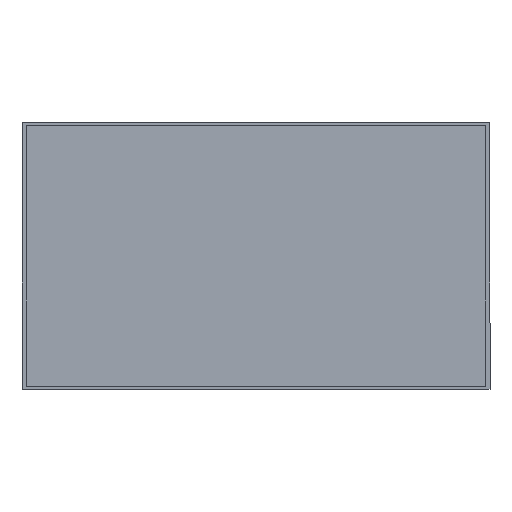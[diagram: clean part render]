
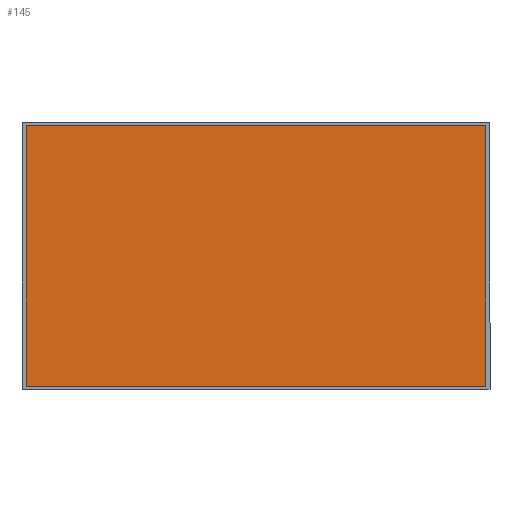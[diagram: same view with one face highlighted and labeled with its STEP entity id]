
A CAD part, top view. The second image highlights one B-rep face of the part: STEP entity #145.
In plain terms, the highlighted planar face has unit normal (0, 0, 1).
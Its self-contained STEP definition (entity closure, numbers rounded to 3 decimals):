
#13 = EDGE_CURVE ( 'NONE', #85, #29, #198, .T. ) ;
#16 = DIRECTION ( 'NONE',  ( -1., 0., 0. ) ) ;
#29 = VERTEX_POINT ( 'NONE', #236 ) ;
#38 = VECTOR ( 'NONE', #55, 1000. ) ;
#42 = ORIENTED_EDGE ( 'NONE', *, *, #54, .T. ) ;
#53 = CARTESIAN_POINT ( 'NONE',  ( -19.4, -11., 8.2 ) ) ;
#54 = EDGE_CURVE ( 'NONE', #29, #256, #212, .T. ) ;
#55 = DIRECTION ( 'NONE',  ( 0., 1., 0. ) ) ;
#58 = ORIENTED_EDGE ( 'NONE', *, *, #13, .T. ) ;
#81 = CARTESIAN_POINT ( 'NONE',  ( 19.4, 11., 8.2 ) ) ;
#82 = PLANE ( 'NONE',  #231 ) ;
#85 = VERTEX_POINT ( 'NONE', #214 ) ;
#86 = DIRECTION ( 'NONE',  ( 0., 0., 1. ) ) ;
#88 = VECTOR ( 'NONE', #16, 1000. ) ;
#91 = FACE_OUTER_BOUND ( 'NONE', #171, .T. ) ;
#145 = ADVANCED_FACE ( 'NONE', ( #91 ), #82, .T. ) ;
#151 = CARTESIAN_POINT ( 'NONE',  ( 19.4, 11., 8.2 ) ) ;
#154 = CARTESIAN_POINT ( 'NONE',  ( 19.4, -11., 8.2 ) ) ;
#165 = ORIENTED_EDGE ( 'NONE', *, *, #306, .T. ) ;
#166 = LINE ( 'NONE', #151, #88 ) ;
#171 = EDGE_LOOP ( 'NONE', ( #58, #42, #258, #165 ) ) ;
#172 = LINE ( 'NONE', #154, #38 ) ;
#185 = DIRECTION ( 'NONE',  ( 1., 0., 0. ) ) ;
#198 = LINE ( 'NONE', #53, #335 ) ;
#207 = VERTEX_POINT ( 'NONE', #81 ) ;
#209 = CARTESIAN_POINT ( 'NONE',  ( 0., 0., 8.2 ) ) ;
#211 = DIRECTION ( 'NONE',  ( 0., -1., 0. ) ) ;
#212 = LINE ( 'NONE', #218, #265 ) ;
#214 = CARTESIAN_POINT ( 'NONE',  ( -19.4, 11., 8.2 ) ) ;
#218 = CARTESIAN_POINT ( 'NONE',  ( 19.4, -11., 8.2 ) ) ;
#231 = AXIS2_PLACEMENT_3D ( 'NONE', #209, #86, #247 ) ;
#236 = CARTESIAN_POINT ( 'NONE',  ( -19.4, -11., 8.2 ) ) ;
#247 = DIRECTION ( 'NONE',  ( 1., 0., 0. ) ) ;
#256 = VERTEX_POINT ( 'NONE', #295 ) ;
#258 = ORIENTED_EDGE ( 'NONE', *, *, #272, .T. ) ;
#265 = VECTOR ( 'NONE', #185, 1000. ) ;
#272 = EDGE_CURVE ( 'NONE', #256, #207, #172, .T. ) ;
#295 = CARTESIAN_POINT ( 'NONE',  ( 19.4, -11., 8.2 ) ) ;
#306 = EDGE_CURVE ( 'NONE', #207, #85, #166, .T. ) ;
#335 = VECTOR ( 'NONE', #211, 1000. ) ;
